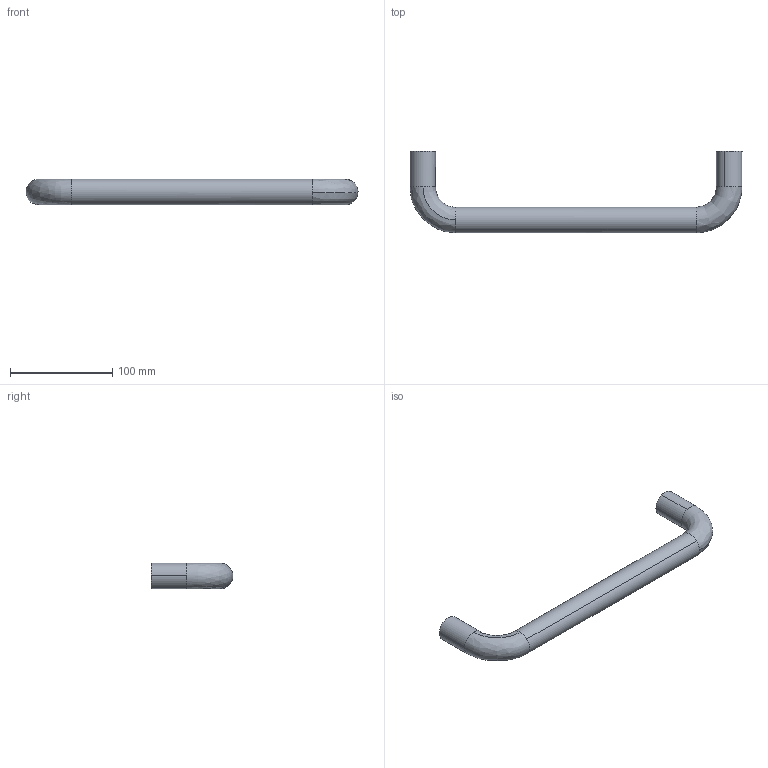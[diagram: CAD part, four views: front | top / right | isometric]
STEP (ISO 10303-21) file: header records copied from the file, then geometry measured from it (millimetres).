
FILE_DESCRIPTION((''),'2;1');
FILE_NAME('','2005-10-12T14:28:50',(''),(''),'','CADfix','');
FILE_SCHEMA(('AUTOMOTIVE_DESIGN'));
Length unit declared in the file: millimetre
Products named in the file (3): attachment; pull; THA_247_1_28054_36
Assembly tree (3 placements, depth 2):
  THA_247_1_28054_36
    attachment  x2
    pull
Bounding box: 324.97 x 80 x 25 mm (x, y, z)
Volume: 61275.7 mm3; surface area: 64132 mm2
Topology: 3 solids, 3 shells, 34 faces, 121 edges, 93 vertices
Faces by surface type: bspline 34
Entity records: 1447 total; most frequent: CARTESIAN_POINT 863, ORIENTED_EDGE 202, EDGE_CURVE 101, VERTEX_POINT 77, EDGE_LOOP 32, FACE_OUTER_BOUND 28, ADVANCED_FACE 28, DIRECTION 18
